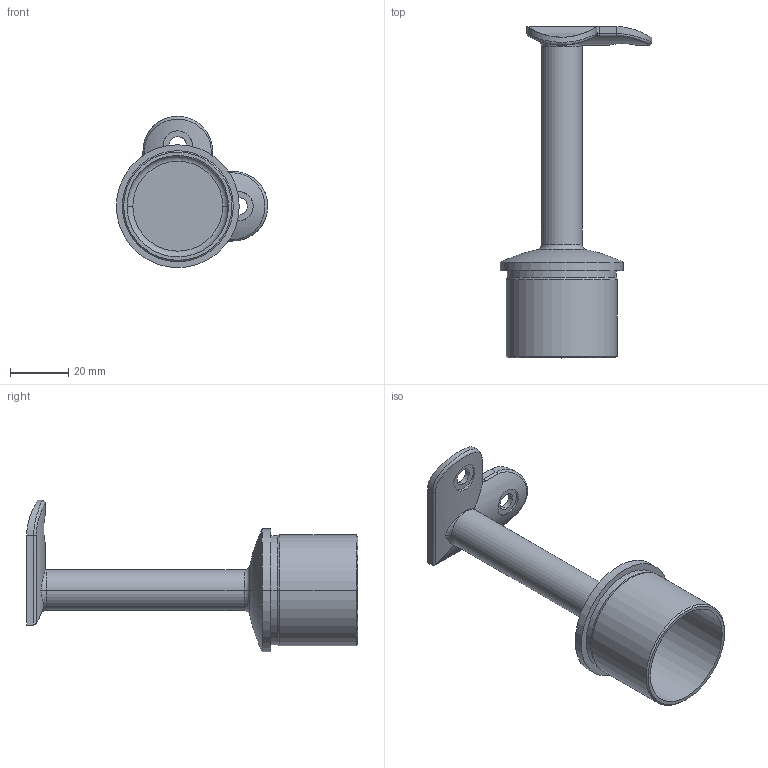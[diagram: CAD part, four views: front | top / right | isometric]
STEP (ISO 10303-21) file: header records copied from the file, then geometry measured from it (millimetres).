
FILE_DESCRIPTION (( 'STEP AP203' ), '1' );
FILE_NAME ('A_0711-842.STEP', '2019-04-06T11:31:59', ( '' ), ( '' ), 'SwSTEP 2.0', 'SolidWorks 2013', '' );
FILE_SCHEMA (( 'CONFIG_CONTROL_DESIGN' ));
Length unit declared in the file: millimetre
Products named in the file (1): A_0711-842
Bounding box: 52.2 x 114.43 x 52.2 mm (x, y, z)
Volume: 25973.1 mm3; surface area: 16394.6 mm2
Topology: 1 solids, 1 shells, 54 faces, 119 edges, 71 vertices
Faces by surface type: cylinder 29, plane 9, torus 8, cone 4, bspline 4
Entity records: 2546 total; most frequent: CARTESIAN_POINT 1315, DIRECTION 239, ORIENTED_EDGE 238, EDGE_CURVE 119, AXIS2_PLACEMENT_3D 99, VERTEX_POINT 71, EDGE_LOOP 62, FACE_OUTER_BOUND 54
